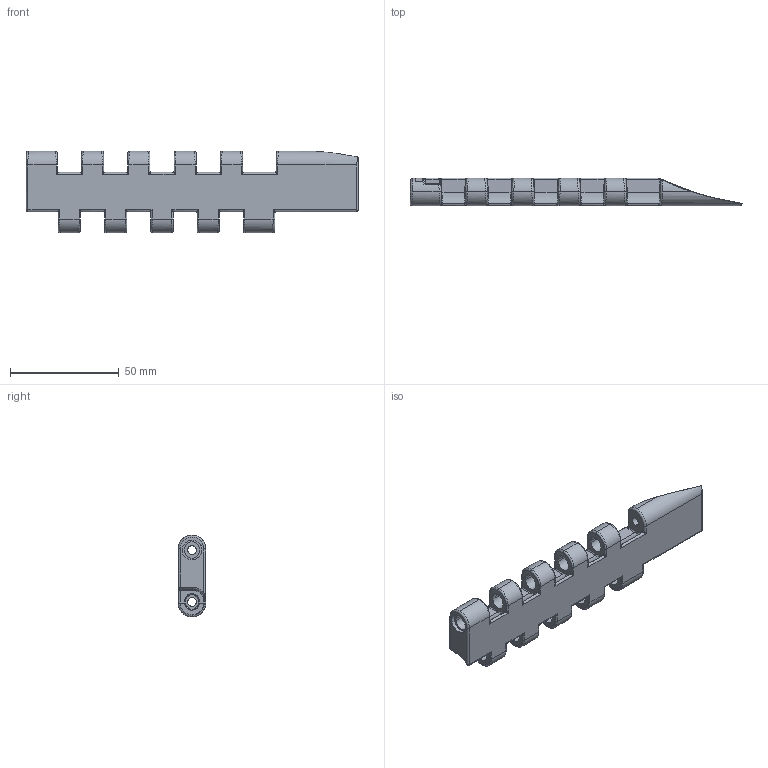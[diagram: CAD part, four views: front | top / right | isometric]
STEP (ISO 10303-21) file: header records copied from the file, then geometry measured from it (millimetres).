
FILE_DESCRIPTION (( 'STEP AP214' ), '1' );
FILE_NAME ('LF9255MC.0134TR.STEP', '2021-03-12T08:20:33', ( '' ), ( '' ), 'SwSTEP 2.0', 'SolidWorks 2019', '' );
FILE_SCHEMA (( 'AUTOMOTIVE_DESIGN' ));
Length unit declared in the file: millimetre
Products named in the file (1): LF9255MC.0134TR
Bounding box: 152.32 x 12.7 x 37.5 mm (x, y, z)
Volume: 28471.4 mm3; surface area: 17045.8 mm2
Topology: 1 solids, 1 shells, 901 faces, 2249 edges, 1265 vertices
Faces by surface type: bspline 387, cylinder 329, plane 148, torus 33, cone 3, sphere 1
Entity records: 38814 total; most frequent: CARTESIAN_POINT 21687, ORIENTED_EDGE 4344, DIRECTION 2672, EDGE_CURVE 2172, VERTEX_POINT 1265, AXIS2_PLACEMENT_3D 1020, EDGE_LOOP 915, ADVANCED_FACE 901
